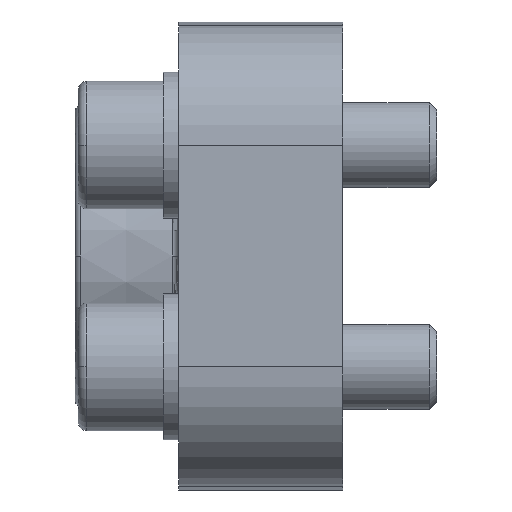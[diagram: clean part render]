
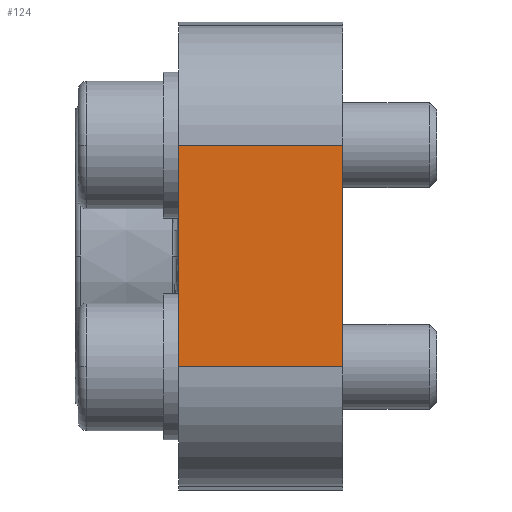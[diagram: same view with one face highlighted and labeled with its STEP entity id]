
A CAD part, front view. The second image highlights one B-rep face of the part: STEP entity #124.
In plain terms, the highlighted planar face has unit normal (0, -1, 0).
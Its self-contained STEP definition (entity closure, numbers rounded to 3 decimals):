
#124=ADVANCED_FACE('',(#314),#315,.T.);
#314=FACE_OUTER_BOUND('',#622,.T.);
#315=PLANE('',#623);
#622=EDGE_LOOP('',(#1215,#1216,#1217,#1218));
#623=AXIS2_PLACEMENT_3D('',#1219,#1220,#1221);
#1215=ORIENTED_EDGE('',*,*,#2123,.T.);
#1216=ORIENTED_EDGE('',*,*,#2124,.F.);
#1217=ORIENTED_EDGE('',*,*,#2125,.T.);
#1218=ORIENTED_EDGE('',*,*,#2121,.T.);
#1219=CARTESIAN_POINT('',(0.,-53.0,0.));
#1220=DIRECTION('',(0.,-1.0,0.));
#1221=DIRECTION('',(0.,0.,1.0));
#2121=EDGE_CURVE('',#2734,#2732,#2735,.T.);
#2123=EDGE_CURVE('',#2732,#2737,#2738,.T.);
#2124=EDGE_CURVE('',#2739,#2737,#2740,.T.);
#2125=EDGE_CURVE('',#2739,#2734,#2741,.T.);
#2732=VERTEX_POINT('',#3458);
#2734=VERTEX_POINT('',#3460);
#2735=LINE('',#3461,#3462);
#2737=VERTEX_POINT('',#3464);
#2738=LINE('',#3465,#3466);
#2739=VERTEX_POINT('',#3467);
#2740=LINE('',#3468,#3469);
#2741=LINE('',#3470,#3471);
#3458=CARTESIAN_POINT('',(-27.0,-53.0,18.25));
#3460=CARTESIAN_POINT('',(0.,-53.0,18.25));
#3461=CARTESIAN_POINT('',(0.,-53.0,18.25));
#3462=VECTOR('',#4800,1.0);
#3464=CARTESIAN_POINT('',(-27.0,-53.0,-18.25));
#3465=CARTESIAN_POINT('',(-27.0,-53.0,-18.25));
#3466=VECTOR('',#4804,1.0);
#3467=CARTESIAN_POINT('',(0.,-53.0,-18.25));
#3468=CARTESIAN_POINT('',(0.,-53.0,-18.25));
#3469=VECTOR('',#4805,1.0);
#3470=CARTESIAN_POINT('',(0.,-53.0,-18.25));
#3471=VECTOR('',#4806,1.0);
#4800=DIRECTION('',(-1.0,0.0,0.));
#4804=DIRECTION('',(0.,0.,-1.0));
#4805=DIRECTION('',(-1.0,0.0,0.));
#4806=DIRECTION('',(0.,0.,1.0));
